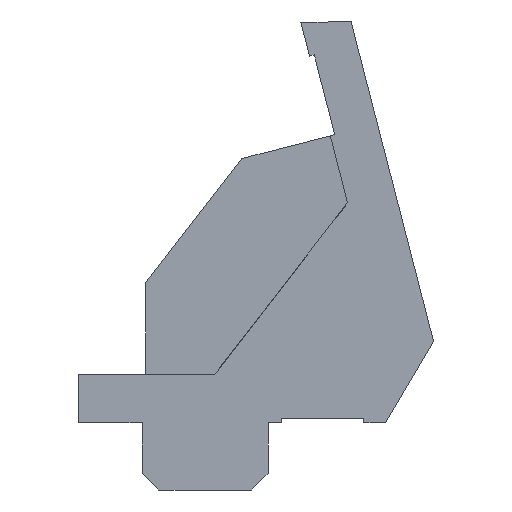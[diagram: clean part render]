
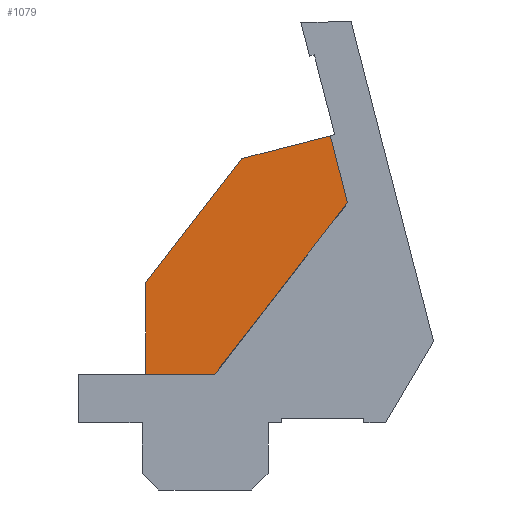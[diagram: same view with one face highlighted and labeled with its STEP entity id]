
A CAD part, left-side view. The second image highlights one B-rep face of the part: STEP entity #1079.
In plain terms, the highlighted planar face has unit normal (-1, 0, 0).
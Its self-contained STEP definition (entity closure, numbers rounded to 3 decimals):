
#17 = CARTESIAN_POINT ( 'NONE',  ( 196.825, -4.42, 7.158 ) ) ;
#55 = CARTESIAN_POINT ( 'NONE',  ( 196.825, 0., 0. ) ) ;
#94 = CARTESIAN_POINT ( 'NONE',  ( 196.825, -5.45, 3.158 ) ) ;
#162 = ORIENTED_EDGE ( 'NONE', *, *, #409, .F. ) ;
#190 = LINE ( 'NONE', #1085, #320 ) ;
#232 = FACE_OUTER_BOUND ( 'NONE', #361, .T. ) ;
#253 = EDGE_CURVE ( 'NONE', #551, #917, #1065, .T. ) ;
#270 = ORIENTED_EDGE ( 'NONE', *, *, #904, .F. ) ;
#284 = AXIS2_PLACEMENT_3D ( 'NONE', #55, #966, #431 ) ;
#320 = VECTOR ( 'NONE', #634, 1000. ) ;
#328 = VERTEX_POINT ( 'NONE', #829 ) ;
#361 = EDGE_LOOP ( 'NONE', ( #426, #637, #455, #162, #863, #270 ) ) ;
#380 = DIRECTION ( 'NONE',  ( 0., -0.25, -0.968 ) ) ;
#381 = VERTEX_POINT ( 'NONE', #1021 ) ;
#399 = CARTESIAN_POINT ( 'NONE',  ( 196.825, 0.837, 5.804 ) ) ;
#409 = EDGE_CURVE ( 'NONE', #917, #463, #471, .T. ) ;
#426 = ORIENTED_EDGE ( 'NONE', *, *, #460, .F. ) ;
#431 = DIRECTION ( 'NONE',  ( 0., 0., -1. ) ) ;
#455 = ORIENTED_EDGE ( 'NONE', *, *, #851, .F. ) ;
#460 = EDGE_CURVE ( 'NONE', #381, #328, #461, .T. ) ;
#461 = LINE ( 'NONE', #841, #1083 ) ;
#463 = VERTEX_POINT ( 'NONE', #94 ) ;
#471 = LINE ( 'NONE', #928, #952 ) ;
#479 = DIRECTION ( 'NONE',  ( 0., 0., 1. ) ) ;
#512 = PLANE ( 'NONE',  #284 ) ;
#551 = VERTEX_POINT ( 'NONE', #399 ) ;
#634 = DIRECTION ( 'NONE',  ( 0., 1., 0. ) ) ;
#637 = ORIENTED_EDGE ( 'NONE', *, *, #858, .F. ) ;
#670 = CARTESIAN_POINT ( 'NONE',  ( 196.825, 6.577, -1.604 ) ) ;
#699 = VERTEX_POINT ( 'NONE', #1063 ) ;
#718 = CARTESIAN_POINT ( 'NONE',  ( 196.825, 0.837, 5.804 ) ) ;
#760 = DIRECTION ( 'NONE',  ( 0., -0.613, 0.79 ) ) ;
#775 = LINE ( 'NONE', #670, #862 ) ;
#828 = DIRECTION ( 'NONE',  ( 0., 0.613, -0.79 ) ) ;
#829 = CARTESIAN_POINT ( 'NONE',  ( 196.825, 6.577, -1.604 ) ) ;
#841 = CARTESIAN_POINT ( 'NONE',  ( 196.825, 6.577, -7.032 ) ) ;
#851 = EDGE_CURVE ( 'NONE', #463, #699, #1000, .T. ) ;
#858 = EDGE_CURVE ( 'NONE', #699, #381, #190, .T. ) ;
#862 = VECTOR ( 'NONE', #760, 1000. ) ;
#863 = ORIENTED_EDGE ( 'NONE', *, *, #253, .F. ) ;
#904 = EDGE_CURVE ( 'NONE', #328, #551, #775, .T. ) ;
#917 = VERTEX_POINT ( 'NONE', #17 ) ;
#928 = CARTESIAN_POINT ( 'NONE',  ( 196.825, -4.42, 7.158 ) ) ;
#952 = VECTOR ( 'NONE', #380, 1000. ) ;
#966 = DIRECTION ( 'NONE',  ( 1., 0., 0. ) ) ;
#1000 = LINE ( 'NONE', #1101, #1008 ) ;
#1008 = VECTOR ( 'NONE', #828, 1000. ) ;
#1021 = CARTESIAN_POINT ( 'NONE',  ( 196.825, 6.577, -7.032 ) ) ;
#1063 = CARTESIAN_POINT ( 'NONE',  ( 196.825, 2.446, -7.032 ) ) ;
#1065 = LINE ( 'NONE', #718, #1114 ) ;
#1079 = ADVANCED_FACE ( 'NONE', ( #232 ), #512, .F. ) ;
#1081 = DIRECTION ( 'NONE',  ( 0., -0.968, 0.25 ) ) ;
#1083 = VECTOR ( 'NONE', #479, 1000. ) ;
#1085 = CARTESIAN_POINT ( 'NONE',  ( 196.825, 6.577, -7.032 ) ) ;
#1101 = CARTESIAN_POINT ( 'NONE',  ( 196.825, -5.45, 3.158 ) ) ;
#1114 = VECTOR ( 'NONE', #1081, 1000. ) ;
